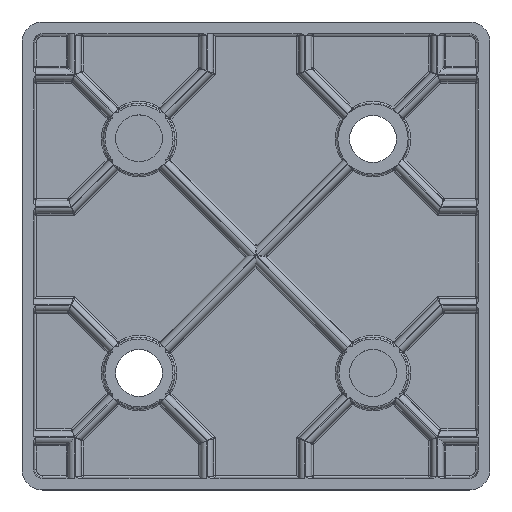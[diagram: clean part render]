
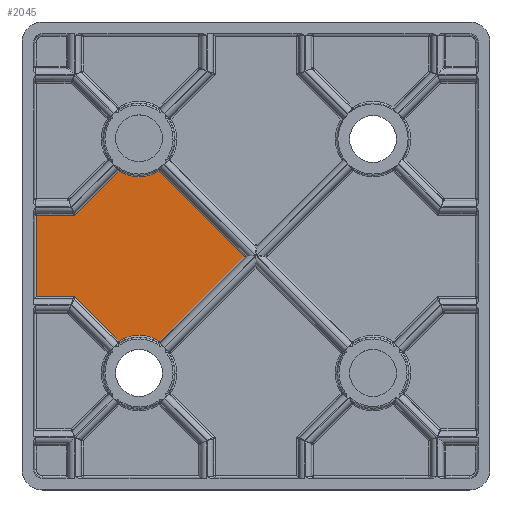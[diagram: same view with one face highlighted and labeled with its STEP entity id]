
A CAD part, top view. The second image highlights one B-rep face of the part: STEP entity #2045.
In plain terms, the highlighted planar face has unit normal (0, 0, 1).
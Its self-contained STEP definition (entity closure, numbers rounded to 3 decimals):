
#44 = CARTESIAN_POINT ( 'NONE',  ( -17.697, 13.972, 2. ) ) ;
#100 = VECTOR ( 'NONE', #17539, 1000. ) ;
#398 = CARTESIAN_POINT ( 'NONE',  ( 36.5, 6.964, 2. ) ) ;
#610 = ORIENTED_EDGE ( 'NONE', *, *, #14634, .T. ) ;
#858 = ORIENTED_EDGE ( 'NONE', *, *, #9033, .T. ) ;
#1092 = LINE ( 'NONE', #398, #15599 ) ;
#1121 = CARTESIAN_POINT ( 'NONE',  ( -17.619, -13.976, 2. ) ) ;
#1430 = CARTESIAN_POINT ( 'NONE',  ( -18.261, -13.789, 2. ) ) ;
#2045 = ADVANCED_FACE ( 'NONE', ( #15321 ), #3720, .T. ) ;
#2106 = EDGE_CURVE ( 'NONE', #15615, #12811, #1092, .T. ) ;
#2300 = VERTEX_POINT ( 'NONE', #12958 ) ;
#2807 = VERTEX_POINT ( 'NONE', #14247 ) ;
#2953 = CARTESIAN_POINT ( 'NONE',  ( -22.779, -14.166, 2. ) ) ;
#3000 = AXIS2_PLACEMENT_3D ( 'NONE', #14766, #9357, #16456 ) ;
#3023 = CARTESIAN_POINT ( 'NONE',  ( -18.223, -13.8, 2. ) ) ;
#3525 = CARTESIAN_POINT ( 'NONE',  ( -21.739, 13.789, 2. ) ) ;
#3676 = CARTESIAN_POINT ( 'NONE',  ( -20.766, 13.583, 2. ) ) ;
#3720 = PLANE ( 'NONE',  #3000 ) ;
#4027 = EDGE_CURVE ( 'NONE', #12811, #2300, #19837, .T. ) ;
#4157 = VECTOR ( 'NONE', #9217, 1000. ) ;
#4267 = ORIENTED_EDGE ( 'NONE', *, *, #15819, .T. ) ;
#4482 = CARTESIAN_POINT ( 'NONE',  ( -30.985, 6.964, 2. ) ) ;
#4490 = CARTESIAN_POINT ( 'NONE',  ( -23.419, -14.531, 2. ) ) ;
#5199 = LINE ( 'NONE', #17325, #17174 ) ;
#5260 = CARTESIAN_POINT ( 'NONE',  ( -17.221, 14.166, 2. ) ) ;
#5301 = EDGE_LOOP ( 'NONE', ( #13041, #20773, #20855, #4267, #858, #9958, #11931, #10439, #610 ) ) ;
#5336 = CARTESIAN_POINT ( 'NONE',  ( -21.777, 13.8, 2. ) ) ;
#5497 = CARTESIAN_POINT ( 'NONE',  ( -21.553, 13.739, 2. ) ) ;
#5547 = CARTESIAN_POINT ( 'NONE',  ( -37.55, 6.964, 2. ) ) ;
#6208 = CARTESIAN_POINT ( 'NONE',  ( -30.985, -6.964, 2. ) ) ;
#6217 = CARTESIAN_POINT ( 'NONE',  ( -16.581, -14.531, 2. ) ) ;
#6477 = CARTESIAN_POINT ( 'NONE',  ( -16.581, -14.531, 2. ) ) ;
#6552 = EDGE_CURVE ( 'NONE', #2300, #11386, #5199, .T. ) ;
#6591 = CARTESIAN_POINT ( 'NONE',  ( -18.708, -13.677, 2. ) ) ;
#6696 = LINE ( 'NONE', #11522, #9004 ) ;
#7012 = CARTESIAN_POINT ( 'NONE',  ( -21.664, 13.768, 2. ) ) ;
#7146 = EDGE_CURVE ( 'NONE', #17472, #2807, #20021, .T. ) ;
#8663 = CARTESIAN_POINT ( 'NONE',  ( -21.954, -13.853, 2. ) ) ;
#8933 = CARTESIAN_POINT ( 'NONE',  ( -16.832, 14.374, 2. ) ) ;
#9004 = VECTOR ( 'NONE', #18751, 1000. ) ;
#9033 = EDGE_CURVE ( 'NONE', #14197, #15615, #17287, .T. ) ;
#9084 = CARTESIAN_POINT ( 'NONE',  ( -18.15, 13.821, 2. ) ) ;
#9161 = CARTESIAN_POINT ( 'NONE',  ( -30.985, -6.964, 2. ) ) ;
#9217 = DIRECTION ( 'NONE',  ( 0., -1., 0. ) ) ;
#9357 = DIRECTION ( 'NONE',  ( 0., 0., 1. ) ) ;
#9796 = DIRECTION ( 'NONE',  ( 0.707, -0.707, 0. ) ) ;
#9814 = CARTESIAN_POINT ( 'NONE',  ( -23.419, 14.531, 2. ) ) ;
#9925 = B_SPLINE_CURVE_WITH_KNOTS ( 'NONE', 3,
 ( #12164, #21091, #2953, #23105, #19415, #8663, #14052, #17737, #21247, #21409, #13973, #21325, #6591, #22956, #23257, #1430, #3023, #1121, #10327, #10472 ),
 .UNSPECIFIED., .F., .F.,
 ( 4, 1, 1, 1, 2, 2, 2, 1, 1, 1, 2, 2, 4 ),
 ( 0., 0.125, 0.187, 0.219, 0.234, 0.25, 0.5, 0.625, 0.687, 0.719, 0.734, 0.75, 1. ),
 .UNSPECIFIED. ) ;
#9958 = ORIENTED_EDGE ( 'NONE', *, *, #2106, .T. ) ;
#10327 = CARTESIAN_POINT ( 'NONE',  ( -17.084, -14.217, 2. ) ) ;
#10439 = ORIENTED_EDGE ( 'NONE', *, *, #6552, .T. ) ;
#10472 = CARTESIAN_POINT ( 'NONE',  ( -16.581, -14.531, 2. ) ) ;
#10755 = CARTESIAN_POINT ( 'NONE',  ( -20.308, 13.55, 2. ) ) ;
#10911 = CARTESIAN_POINT ( 'NONE',  ( -16.581, 14.531, 2. ) ) ;
#11386 = VERTEX_POINT ( 'NONE', #9161 ) ;
#11522 = CARTESIAN_POINT ( 'NONE',  ( -2.05, 0., 2. ) ) ;
#11931 = ORIENTED_EDGE ( 'NONE', *, *, #4027, .T. ) ;
#12164 = CARTESIAN_POINT ( 'NONE',  ( -23.419, -14.531, 2. ) ) ;
#12811 = VERTEX_POINT ( 'NONE', #5547 ) ;
#12958 = CARTESIAN_POINT ( 'NONE',  ( -37.55, -6.964, 2. ) ) ;
#13041 = ORIENTED_EDGE ( 'NONE', *, *, #19649, .T. ) ;
#13973 = CARTESIAN_POINT ( 'NONE',  ( -19.692, -13.55, 2. ) ) ;
#14052 = CARTESIAN_POINT ( 'NONE',  ( -21.884, -13.831, 2. ) ) ;
#14197 = VERTEX_POINT ( 'NONE', #16597 ) ;
#14247 = CARTESIAN_POINT ( 'NONE',  ( -2.05, 0., 2. ) ) ;
#14398 = CARTESIAN_POINT ( 'NONE',  ( -19.384, 13.55, 2. ) ) ;
#14562 = CARTESIAN_POINT ( 'NONE',  ( -18.116, 13.831, 2. ) ) ;
#14608 = DIRECTION ( 'NONE',  ( -1., 0., 0. ) ) ;
#14634 = EDGE_CURVE ( 'NONE', #11386, #18118, #20614, .T. ) ;
#14766 = CARTESIAN_POINT ( 'NONE',  ( 36.5, 36.5, 2. ) ) ;
#15321 = FACE_OUTER_BOUND ( 'NONE', #5301, .T. ) ;
#15547 = DIRECTION ( 'NONE',  ( -0.707, -0.707, 0. ) ) ;
#15599 = VECTOR ( 'NONE', #14608, 1000. ) ;
#15615 = VERTEX_POINT ( 'NONE', #4482 ) ;
#15745 = VECTOR ( 'NONE', #9796, 1000. ) ;
#15819 = EDGE_CURVE ( 'NONE', #16854, #14197, #18980, .T. ) ;
#16259 = CARTESIAN_POINT ( 'NONE',  ( -18.779, 13.637, 2. ) ) ;
#16456 = DIRECTION ( 'NONE',  ( 1., 0., 0. ) ) ;
#16597 = CARTESIAN_POINT ( 'NONE',  ( -23.419, 14.531, 2. ) ) ;
#16683 = CARTESIAN_POINT ( 'NONE',  ( -16.581, 14.531, 2. ) ) ;
#16773 = CARTESIAN_POINT ( 'NONE',  ( -37.55, 36.5, 2. ) ) ;
#16854 = VERTEX_POINT ( 'NONE', #16683 ) ;
#17174 = VECTOR ( 'NONE', #20932, 1000. ) ;
#17287 = LINE ( 'NONE', #9814, #21005 ) ;
#17325 = CARTESIAN_POINT ( 'NONE',  ( 36.5, -6.964, 2. ) ) ;
#17472 = VERTEX_POINT ( 'NONE', #6217 ) ;
#17539 = DIRECTION ( 'NONE',  ( 0.707, 0.707, 0. ) ) ;
#17737 = CARTESIAN_POINT ( 'NONE',  ( -21.85, -13.821, 2. ) ) ;
#18080 = CARTESIAN_POINT ( 'NONE',  ( -22.381, 13.976, 2. ) ) ;
#18118 = VERTEX_POINT ( 'NONE', #4490 ) ;
#18230 = CARTESIAN_POINT ( 'NONE',  ( -22.916, 14.217, 2. ) ) ;
#18751 = DIRECTION ( 'NONE',  ( -0.707, 0.707, 0. ) ) ;
#18980 = B_SPLINE_CURVE_WITH_KNOTS ( 'NONE', 3,
 ( #10911, #8933, #5260, #44, #21930, #21608, #14562, #9084, #16259, #14398, #10755, #3676, #23534, #5497, #7012, #3525, #5336, #18080, #18230, #19776 ),
 .UNSPECIFIED., .F., .F.,
 ( 4, 1, 1, 1, 2, 2, 2, 1, 1, 1, 2, 2, 4 ),
 ( 0., 0.125, 0.188, 0.219, 0.234, 0.25, 0.5, 0.625, 0.688, 0.719, 0.734, 0.75, 1. ),
 .UNSPECIFIED. ) ;
#19415 = CARTESIAN_POINT ( 'NONE',  ( -22.06, -13.887, 2. ) ) ;
#19649 = EDGE_CURVE ( 'NONE', #18118, #17472, #9925, .T. ) ;
#19776 = CARTESIAN_POINT ( 'NONE',  ( -23.419, 14.531, 2. ) ) ;
#19837 = LINE ( 'NONE', #16773, #4157 ) ;
#20021 = LINE ( 'NONE', #6477, #100 ) ;
#20614 = LINE ( 'NONE', #6208, #15745 ) ;
#20773 = ORIENTED_EDGE ( 'NONE', *, *, #7146, .T. ) ;
#20855 = ORIENTED_EDGE ( 'NONE', *, *, #20890, .T. ) ;
#20890 = EDGE_CURVE ( 'NONE', #2807, #16854, #6696, .T. ) ;
#20932 = DIRECTION ( 'NONE',  ( 1., 0., 0. ) ) ;
#21005 = VECTOR ( 'NONE', #15547, 1000. ) ;
#21091 = CARTESIAN_POINT ( 'NONE',  ( -23.168, -14.374, 2. ) ) ;
#21247 = CARTESIAN_POINT ( 'NONE',  ( -21.221, -13.637, 2. ) ) ;
#21325 = CARTESIAN_POINT ( 'NONE',  ( -19.234, -13.583, 2. ) ) ;
#21409 = CARTESIAN_POINT ( 'NONE',  ( -20.616, -13.55, 2. ) ) ;
#21608 = CARTESIAN_POINT ( 'NONE',  ( -18.046, 13.853, 2. ) ) ;
#21930 = CARTESIAN_POINT ( 'NONE',  ( -17.94, 13.887, 2. ) ) ;
#22956 = CARTESIAN_POINT ( 'NONE',  ( -18.447, -13.739, 2. ) ) ;
#23105 = CARTESIAN_POINT ( 'NONE',  ( -22.303, -13.972, 2. ) ) ;
#23257 = CARTESIAN_POINT ( 'NONE',  ( -18.336, -13.768, 2. ) ) ;
#23534 = CARTESIAN_POINT ( 'NONE',  ( -21.292, 13.677, 2. ) ) ;
